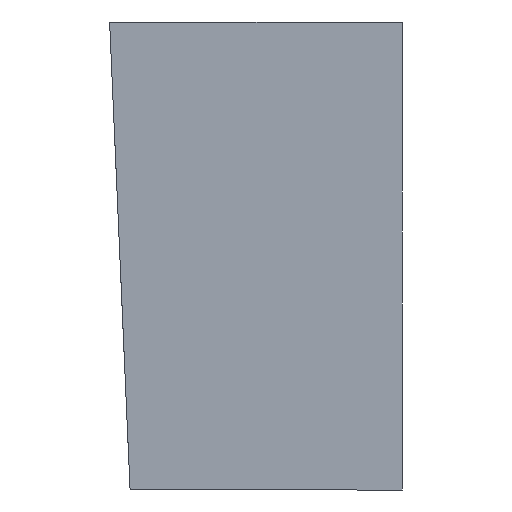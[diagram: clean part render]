
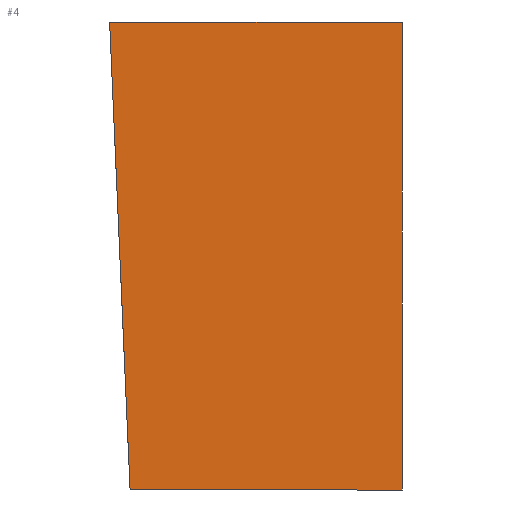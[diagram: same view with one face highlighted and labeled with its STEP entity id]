
A CAD part, left-side view. The second image highlights one B-rep face of the part: STEP entity #4.
In plain terms, the highlighted planar face has unit normal (-1, 0, 0).
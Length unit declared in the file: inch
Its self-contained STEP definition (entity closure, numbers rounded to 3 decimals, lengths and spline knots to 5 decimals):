
#4 = ADVANCED_FACE ( 'NONE', ( #316 ), #144, .T. ) ;
#25 = EDGE_CURVE ( 'NONE', #205, #208, #237, .T. ) ;
#27 = EDGE_CURVE ( 'NONE', #208, #209, #241, .T. ) ;
#32 = EDGE_CURVE ( 'NONE', #204, #209, #246, .T. ) ;
#33 = EDGE_CURVE ( 'NONE', #205, #204, #249, .T. ) ;
#43 = AXIS2_PLACEMENT_3D ( 'NONE', #157, #158, #169 ) ;
#110 = CARTESIAN_POINT ( 'NONE',  ( -0.785, 0.3937, 0. ) ) ;
#129 = CARTESIAN_POINT ( 'NONE',  ( -0.785, 0., -0.787 ) ) ;
#135 = CARTESIAN_POINT ( 'NONE',  ( -0.785, 0.886, 0. ) ) ;
#139 = CARTESIAN_POINT ( 'NONE',  ( -0.785, 0.3937, -0.787 ) ) ;
#144 = PLANE ( 'NONE',  #43 ) ;
#148 = CARTESIAN_POINT ( 'NONE',  ( -0.785, 0.85002, -0.82411 ) ) ;
#149 = DIRECTION ( 'NONE',  ( 0., 0.044, 0.999 ) ) ;
#153 = DIRECTION ( 'NONE',  ( 0., -1., 0. ) ) ;
#156 = CARTESIAN_POINT ( 'NONE',  ( -0.785, 0.85164, -0.787 ) ) ;
#157 = CARTESIAN_POINT ( 'NONE',  ( -0.785, 0., -0.787 ) ) ;
#158 = DIRECTION ( 'NONE',  ( -1., 0., 0. ) ) ;
#169 = DIRECTION ( 'NONE',  ( 0., 0., 1. ) ) ;
#178 = DIRECTION ( 'NONE',  ( 0., 0., 1. ) ) ;
#180 = CARTESIAN_POINT ( 'NONE',  ( -0.785, 0.3937, -2.44296 ) ) ;
#183 = CARTESIAN_POINT ( 'NONE',  ( -0.785, 0., 0. ) ) ;
#184 = DIRECTION ( 'NONE',  ( 0., -1., 0. ) ) ;
#204 = VERTEX_POINT ( 'NONE', #135 ) ;
#205 = VERTEX_POINT ( 'NONE', #156 ) ;
#208 = VERTEX_POINT ( 'NONE', #139 ) ;
#209 = VERTEX_POINT ( 'NONE', #110 ) ;
#236 = VECTOR ( 'NONE', #153, 39.37008 ) ;
#237 = LINE ( 'NONE', #129, #236 ) ;
#239 = VECTOR ( 'NONE', #178, 39.37008 ) ;
#241 = LINE ( 'NONE', #180, #239 ) ;
#245 = VECTOR ( 'NONE', #184, 39.37008 ) ;
#246 = LINE ( 'NONE', #183, #245 ) ;
#248 = VECTOR ( 'NONE', #149, 39.37008 ) ;
#249 = LINE ( 'NONE', #148, #248 ) ;
#316 = FACE_OUTER_BOUND ( 'NONE', #375, .T. ) ;
#361 = ORIENTED_EDGE ( 'NONE', *, *, #33, .F. ) ;
#363 = ORIENTED_EDGE ( 'NONE', *, *, #32, .F. ) ;
#364 = ORIENTED_EDGE ( 'NONE', *, *, #27, .T. ) ;
#375 = EDGE_LOOP ( 'NONE', ( #364, #363, #361, #379 ) ) ;
#379 = ORIENTED_EDGE ( 'NONE', *, *, #25, .T. ) ;
